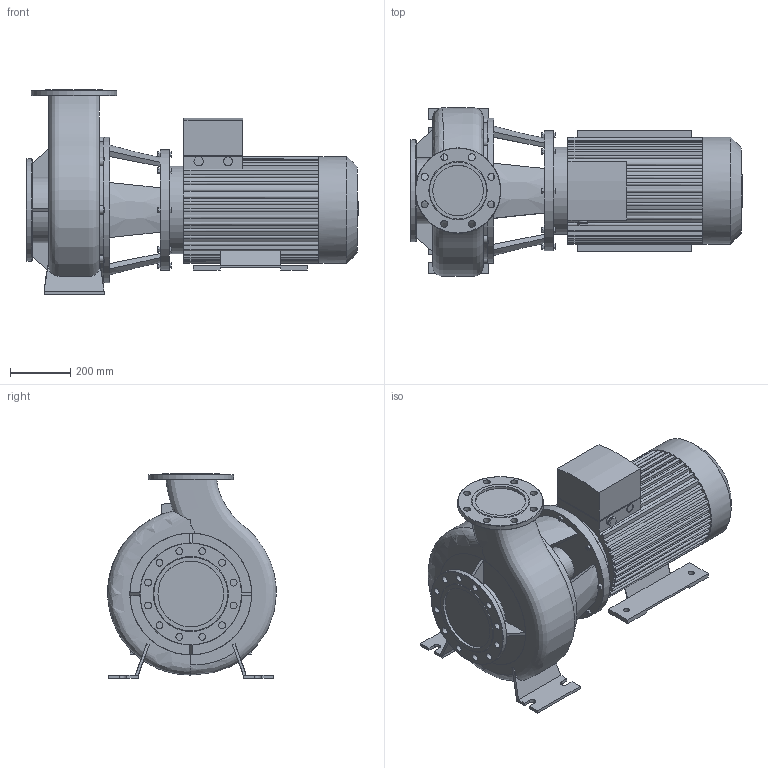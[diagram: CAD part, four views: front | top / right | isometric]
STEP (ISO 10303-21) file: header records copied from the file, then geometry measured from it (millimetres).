
FILE_DESCRIPTION(/* description */ (''),/* implementation_level */ '2;1');
FILE_NAME(/* name */ '3d_BL150_285-30_4-2160692.stp',/* time_stamp */ '2017-11-06T15:07:51+01:00',/* author */ ('Andrzej'),/* organization */ (''),/* preprocessor_version */ 'ST-DEVELOPER v16.13',/* originating_system */ 'AutoCAD Mechanical',/* authorisation */ '');
FILE_SCHEMA (('AUTOMOTIVE_DESIGN { 1 0 10303 214 3 1 1 }'));
Length unit declared in the file: millimetre
Products named in the file (1): Product
Bounding box: 1106 x 562 x 680 mm (x, y, z)
Volume: 127537304.1 mm3; surface area: 4076730 mm2
Topology: 10 solids, 10 shells, 640 faces, 1664 edges, 1079 vertices
Faces by surface type: plane 424, cylinder 156, bspline 37, cone 19, torus 4
Full cylindrical faces by diameter (mm): 10 x8, 19 x4, 23 x20, 26 x1, 30 x4, 120 x1, 168.3 x1, 219.1 x1, 285 x1, 291 x1, 340 x1, 356 x1, 400 x1, 405.7 x1, 484 x1
Entity records: 27191 total; most frequent: CARTESIAN_POINT 11525, ORIENTED_EDGE 3202, DIRECTION 3137, EDGE_CURVE 1601, VERTEX_POINT 1078, LINE 1061, VECTOR 1061, AXIS2_PLACEMENT_3D 1038
